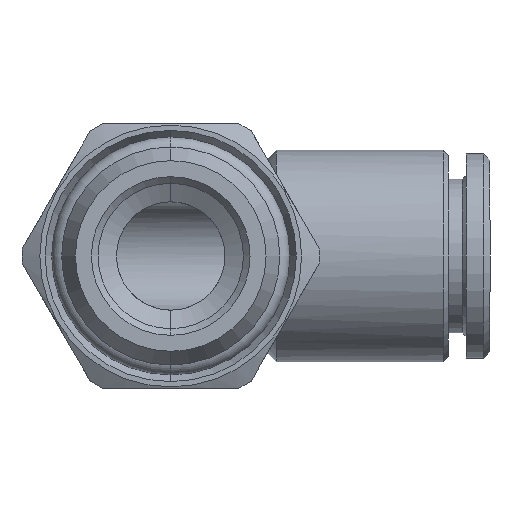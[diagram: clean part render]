
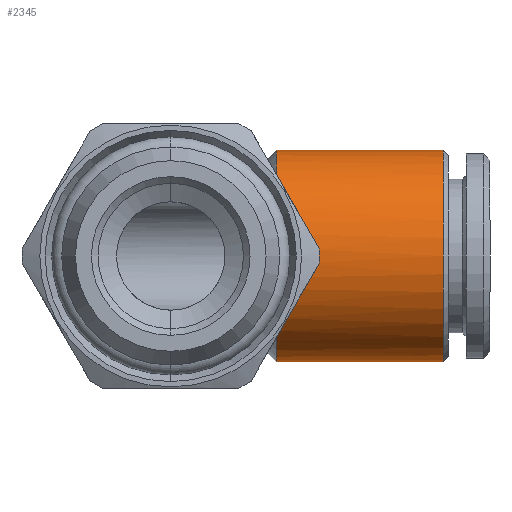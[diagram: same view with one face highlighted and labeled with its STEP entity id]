
A CAD part, front view. The second image highlights one B-rep face of the part: STEP entity #2345.
In plain terms, the highlighted cylindrical face has radius 8 mm (diameter 16 mm), a partial arc.
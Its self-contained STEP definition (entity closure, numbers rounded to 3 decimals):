
#779 = CARTESIAN_POINT ( 'NONE',  ( 20.6, 0., 8. ) ) ;
#791 = CARTESIAN_POINT ( 'NONE',  ( 20.6, 0., -8. ) ) ;
#797 = CARTESIAN_POINT ( 'NONE',  ( 8., 0., -8. ) ) ;
#805 = CARTESIAN_POINT ( 'NONE',  ( -5.233, 0., 0. ) ) ;
#806 = CYLINDRICAL_SURFACE ( 'NONE', #816, 8. ) ;
#807 = FACE_OUTER_BOUND ( 'NONE', #2346, .T. ) ;
#816 = AXIS2_PLACEMENT_3D ( 'NONE', #805, #834, #833 ) ;
#833 = DIRECTION ( 'NONE',  ( 0., 0., 1. ) ) ;
#834 = DIRECTION ( 'NONE',  ( -1., 0., 0. ) ) ;
#839 = DIRECTION ( 'NONE',  ( 0., 0., 1. ) ) ;
#840 = DIRECTION ( 'NONE',  ( -1., 0., 0. ) ) ;
#841 = CARTESIAN_POINT ( 'NONE',  ( 20.6, 0., 0. ) ) ;
#842 = CARTESIAN_POINT ( 'NONE',  ( 8., 0., 0. ) ) ;
#843 = CARTESIAN_POINT ( 'NONE',  ( 8., -7.899, 1.267 ) ) ;
#850 = AXIS2_PLACEMENT_3D ( 'NONE', #841, #840, #839 ) ;
#851 = CIRCLE ( 'NONE', #850, 8. ) ;
#852 = DIRECTION ( 'NONE',  ( -1., 0., 0. ) ) ;
#853 = AXIS2_PLACEMENT_3D ( 'NONE', #842, #852, #865 ) ;
#854 = CIRCLE ( 'NONE', #853, 8. ) ;
#865 = DIRECTION ( 'NONE',  ( 0., 0., 1. ) ) ;
#1998 = EDGE_CURVE ( 'NONE', #2094, #2096, #3131, .T. ) ;
#2094 = VERTEX_POINT ( 'NONE', #3239 ) ;
#2096 = VERTEX_POINT ( 'NONE', #3236 ) ;
#2158 = VERTEX_POINT ( 'NONE', #3425 ) ;
#2168 = EDGE_CURVE ( 'NONE', #2326, #2158, #3502, .T. ) ;
#2272 = ORIENTED_EDGE ( 'NONE', *, *, #2273, .F. ) ;
#2273 = EDGE_CURVE ( 'NONE', #2096, #2353, #3532, .T. ) ;
#2274 = ORIENTED_EDGE ( 'NONE', *, *, #1998, .F. ) ;
#2275 = ORIENTED_EDGE ( 'NONE', *, *, #2276, .T. ) ;
#2276 = EDGE_CURVE ( 'NONE', #2094, #2293, #3527, .T. ) ;
#2277 = ORIENTED_EDGE ( 'NONE', *, *, #2288, .F. ) ;
#2288 = EDGE_CURVE ( 'NONE', #2331, #2293, #3656, .T. ) ;
#2293 = VERTEX_POINT ( 'NONE', #3642 ) ;
#2297 = EDGE_CURVE ( 'NONE', #2323, #2331, #3644, .T. ) ;
#2323 = VERTEX_POINT ( 'NONE', #791 ) ;
#2326 = VERTEX_POINT ( 'NONE', #779 ) ;
#2331 = VERTEX_POINT ( 'NONE', #797 ) ;
#2345 = ADVANCED_FACE ( 'NONE', ( #807 ), #806, .T. ) ;
#2346 = EDGE_LOOP ( 'NONE', ( #2347, #2348, #2350, #2351, #2272, #2274, #2275, #2277 ) ) ;
#2347 = ORIENTED_EDGE ( 'NONE', *, *, #2297, .F. ) ;
#2348 = ORIENTED_EDGE ( 'NONE', *, *, #2349, .T. ) ;
#2349 = EDGE_CURVE ( 'NONE', #2323, #2326, #851, .T. ) ;
#2350 = ORIENTED_EDGE ( 'NONE', *, *, #2168, .T. ) ;
#2351 = ORIENTED_EDGE ( 'NONE', *, *, #2352, .F. ) ;
#2352 = EDGE_CURVE ( 'NONE', #2353, #2158, #854, .T. ) ;
#2353 = VERTEX_POINT ( 'NONE', #843 ) ;
#3110 = CARTESIAN_POINT ( 'NONE',  ( 10.136, -7.837, 1.605 ) ) ;
#3111 = CARTESIAN_POINT ( 'NONE',  ( 10.11, -7.946, 1.075 ) ) ;
#3131 = B_SPLINE_CURVE_WITH_KNOTS ( 'NONE', 3,
 ( #3140, #3139, #3138, #3137, #3111, #3110 ),
 .UNSPECIFIED., .F., .F.,
 ( 4, 2, 4 ),
 ( 0., 0.002, 0.004 ),
 .UNSPECIFIED. ) ;
#3137 = CARTESIAN_POINT ( 'NONE',  ( 10.1, -8., 0.531 ) ) ;
#3138 = CARTESIAN_POINT ( 'NONE',  ( 10.1, -8., -0.544 ) ) ;
#3139 = CARTESIAN_POINT ( 'NONE',  ( 10.111, -7.945, -1.077 ) ) ;
#3140 = CARTESIAN_POINT ( 'NONE',  ( 10.136, -7.837, -1.605 ) ) ;
#3236 = CARTESIAN_POINT ( 'NONE',  ( 10.136, -7.837, 1.605 ) ) ;
#3239 = CARTESIAN_POINT ( 'NONE',  ( 10.136, -7.837, -1.605 ) ) ;
#3425 = CARTESIAN_POINT ( 'NONE',  ( 8., 0., 8. ) ) ;
#3499 = DIRECTION ( 'NONE',  ( -1., 0., 0. ) ) ;
#3500 = VECTOR ( 'NONE', #3499, 1000. ) ;
#3501 = CARTESIAN_POINT ( 'NONE',  ( -5.233, 0., 8. ) ) ;
#3502 = LINE ( 'NONE', #3501, #3500 ) ;
#3523 = CARTESIAN_POINT ( 'NONE',  ( 8., -7.899, -1.267 ) ) ;
#3524 = CARTESIAN_POINT ( 'NONE',  ( 8.715, -7.881, -1.38 ) ) ;
#3525 = CARTESIAN_POINT ( 'NONE',  ( 9.427, -7.86, -1.493 ) ) ;
#3526 = CARTESIAN_POINT ( 'NONE',  ( 10.136, -7.837, -1.605 ) ) ;
#3527 =( BOUNDED_CURVE ( )  B_SPLINE_CURVE ( 3, ( #3526, #3525, #3524, #3523 ),
 .UNSPECIFIED., .F., .T. ) 
 B_SPLINE_CURVE_WITH_KNOTS ( ( 4, 4 ),
 ( 4.51, 4.553 ),
 .UNSPECIFIED. ) 
 CURVE ( )  GEOMETRIC_REPRESENTATION_ITEM ( )  RATIONAL_B_SPLINE_CURVE ( ( 1., 1., 1., 1. ) ) 
 REPRESENTATION_ITEM ( '' )  );
#3528 = CARTESIAN_POINT ( 'NONE',  ( 8., -7.899, 1.267 ) ) ;
#3529 = CARTESIAN_POINT ( 'NONE',  ( 8.715, -7.881, 1.38 ) ) ;
#3530 = CARTESIAN_POINT ( 'NONE',  ( 9.427, -7.86, 1.493 ) ) ;
#3531 = CARTESIAN_POINT ( 'NONE',  ( 10.136, -7.837, 1.605 ) ) ;
#3532 =( BOUNDED_CURVE ( )  B_SPLINE_CURVE ( 3, ( #3531, #3530, #3529, #3528 ),
 .UNSPECIFIED., .F., .T. ) 
 B_SPLINE_CURVE_WITH_KNOTS ( ( 4, 4 ),
 ( 4.51, 4.553 ),
 .UNSPECIFIED. ) 
 CURVE ( )  GEOMETRIC_REPRESENTATION_ITEM ( )  RATIONAL_B_SPLINE_CURVE ( ( 1., 1., 1., 1. ) ) 
 REPRESENTATION_ITEM ( '' )  );
#3635 = DIRECTION ( 'NONE',  ( -1., 0., 0. ) ) ;
#3636 = VECTOR ( 'NONE', #3635, 1000. ) ;
#3637 = CARTESIAN_POINT ( 'NONE',  ( -5.233, 0., -8. ) ) ;
#3642 = CARTESIAN_POINT ( 'NONE',  ( 8., -7.899, -1.267 ) ) ;
#3644 = LINE ( 'NONE', #3637, #3636 ) ;
#3649 = DIRECTION ( 'NONE',  ( 0., 0., 1. ) ) ;
#3650 = DIRECTION ( 'NONE',  ( -1., 0., 0. ) ) ;
#3651 = CARTESIAN_POINT ( 'NONE',  ( 8., 0., 0. ) ) ;
#3652 = AXIS2_PLACEMENT_3D ( 'NONE', #3651, #3650, #3649 ) ;
#3656 = CIRCLE ( 'NONE', #3652, 8. ) ;
